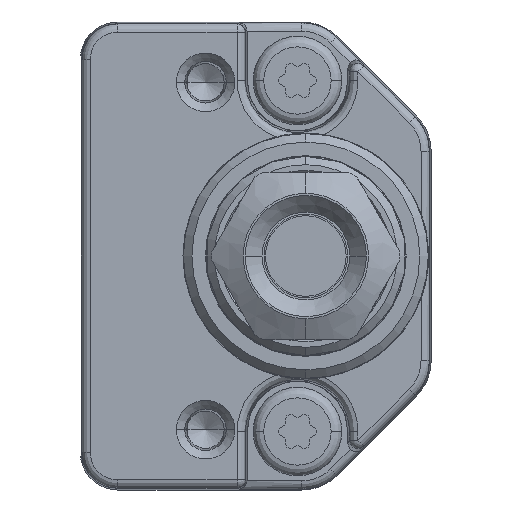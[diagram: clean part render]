
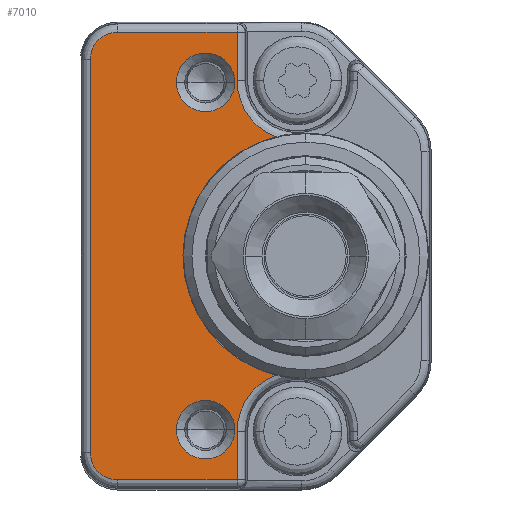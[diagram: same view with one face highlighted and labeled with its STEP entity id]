
A CAD part, left-side view. The second image highlights one B-rep face of the part: STEP entity #7010.
In plain terms, the highlighted planar face has unit normal (-1, 0, 0).
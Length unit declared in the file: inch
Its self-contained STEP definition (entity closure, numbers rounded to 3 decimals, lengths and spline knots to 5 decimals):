
#854=DIRECTION('',(0.,0.,1.));
#855=VECTOR('',#854,0.11399);
#856=CARTESIAN_POINT('',(-0.49213,0.45723,
-0.52737));
#857=LINE('',#856,#855);
#858=DIRECTION('',(0.,-1.,0.));
#859=VECTOR('',#858,0.28096);
#860=CARTESIAN_POINT('',(-0.49213,0.73819,
-0.52737));
#861=LINE('',#860,#859);
#862=CARTESIAN_POINT('',(-0.49213,0.73819,
-0.4626));
#863=DIRECTION('',(-1.,0.,0.));
#864=DIRECTION('',(0.,1.,0.));
#865=AXIS2_PLACEMENT_3D('',#862,#863,#864);
#867=DIRECTION('',(0.,0.,-1.));
#868=VECTOR('',#867,0.9252);
#869=CARTESIAN_POINT('',(-0.49213,0.80296,
0.4626));
#870=LINE('',#869,#868);
#871=CARTESIAN_POINT('',(-0.49213,0.73819,
0.4626));
#872=DIRECTION('',(-1.,0.,0.));
#873=DIRECTION('',(0.,0.,1.));
#874=AXIS2_PLACEMENT_3D('',#871,#872,#873);
#876=DIRECTION('',(0.,1.,0.));
#877=VECTOR('',#876,0.28096);
#878=CARTESIAN_POINT('',(-0.49213,0.45723,
0.52737));
#879=LINE('',#878,#877);
#880=DIRECTION('',(0.,0.,1.));
#881=VECTOR('',#880,0.11399);
#882=CARTESIAN_POINT('',(-0.49213,0.45723,
0.41339));
#883=LINE('',#882,#881);
#884=CARTESIAN_POINT('',(-0.49213,0.31496,
0.41339));
#885=DIRECTION('',(1.,0.,0.));
#886=DIRECTION('',(0.,0.359,-0.933));
#887=AXIS2_PLACEMENT_3D('',#884,#885,#886);
#889=CARTESIAN_POINT('',(-0.49213,0.29528,0.));
#890=DIRECTION('',(-1.,0.,0.));
#891=DIRECTION('',(0.,0.244,0.97));
#892=AXIS2_PLACEMENT_3D('',#889,#890,#891);
#894=CARTESIAN_POINT('',(-0.49213,0.31496,
-0.41339));
#895=DIRECTION('',(1.,0.,0.));
#896=DIRECTION('',(0.,1.,0.));
#897=AXIS2_PLACEMENT_3D('',#894,#895,#896);
#899=CARTESIAN_POINT('',(-0.49213,0.5315,
-0.40915));
#900=DIRECTION('',(1.,0.,0.));
#901=DIRECTION('',(0.,-1.,0.));
#902=AXIS2_PLACEMENT_3D('',#899,#900,#901);
#904=CARTESIAN_POINT('',(-0.49213,0.5315,
-0.40915));
#905=DIRECTION('',(1.,0.,0.));
#906=DIRECTION('',(0.,1.,0.));
#907=AXIS2_PLACEMENT_3D('',#904,#905,#906);
#909=CARTESIAN_POINT('',(-0.49213,0.5315,
0.40915));
#910=DIRECTION('',(1.,0.,0.));
#911=DIRECTION('',(0.,-1.,0.));
#912=AXIS2_PLACEMENT_3D('',#909,#910,#911);
#914=CARTESIAN_POINT('',(-0.49213,0.5315,
0.40915));
#915=DIRECTION('',(1.,0.,0.));
#916=DIRECTION('',(0.,1.,0.));
#917=AXIS2_PLACEMENT_3D('',#914,#915,#916);
#5150=CARTESIAN_POINT('',(-0.49213,0.80296,
-0.4626));
#5151=CARTESIAN_POINT('',(-0.49213,0.73819,
-0.52737));
#5152=VERTEX_POINT('',#5150);
#5153=VERTEX_POINT('',#5151);
#5158=CARTESIAN_POINT('',(-0.49213,0.80296,
0.4626));
#5159=VERTEX_POINT('',#5158);
#5162=CARTESIAN_POINT('',(-0.49213,0.73819,
0.52737));
#5163=VERTEX_POINT('',#5162);
#5190=CARTESIAN_POINT('',(-0.49213,0.45723,
-0.52737));
#5191=CARTESIAN_POINT('',(-0.49213,0.45723,
-0.41339));
#5192=VERTEX_POINT('',#5190);
#5193=VERTEX_POINT('',#5191);
#5215=CARTESIAN_POINT('',(-0.49213,0.366,
-0.28059));
#5216=VERTEX_POINT('',#5215);
#5231=CARTESIAN_POINT('',(-0.49213,0.45723,
0.41339));
#5232=CARTESIAN_POINT('',(-0.49213,0.45723,
0.52737));
#5233=VERTEX_POINT('',#5231);
#5234=VERTEX_POINT('',#5232);
#5255=CARTESIAN_POINT('',(-0.49213,0.366,
0.28059));
#5256=VERTEX_POINT('',#5255);
#5299=CARTESIAN_POINT('',(-0.49213,0.4626,
-0.40915));
#5300=CARTESIAN_POINT('',(-0.49213,0.60039,
-0.40915));
#5301=VERTEX_POINT('',#5299);
#5302=VERTEX_POINT('',#5300);
#5307=CARTESIAN_POINT('',(-0.49213,0.4626,
0.40915));
#5308=CARTESIAN_POINT('',(-0.49213,0.60039,
0.40915));
#5309=VERTEX_POINT('',#5307);
#5310=VERTEX_POINT('',#5308);
#6975=CARTESIAN_POINT('',(-0.49213,0.,0.));
#6976=DIRECTION('',(-1.,0.,0.));
#6977=DIRECTION('',(0.,0.,1.));
#6978=AXIS2_PLACEMENT_3D('',#6975,#6976,#6977);
#6979=PLANE('',#6978);
#6981=ORIENTED_EDGE('',*,*,#6980,.F.);
#6983=ORIENTED_EDGE('',*,*,#6982,.F.);
#6985=ORIENTED_EDGE('',*,*,#6984,.F.);
#6987=ORIENTED_EDGE('',*,*,#6986,.F.);
#6989=ORIENTED_EDGE('',*,*,#6988,.F.);
#6991=ORIENTED_EDGE('',*,*,#6990,.F.);
#6992=ORIENTED_EDGE('',*,*,#6966,.F.);
#6993=ORIENTED_EDGE('',*,*,#6924,.F.);
#6994=ORIENTED_EDGE('',*,*,#6838,.T.);
#6995=ORIENTED_EDGE('',*,*,#6823,.F.);
#6996=EDGE_LOOP('',(#6981,#6983,#6985,#6987,#6989,#6991,#6992,#6993,#6994,
#6995));
#6997=FACE_OUTER_BOUND('',#6996,.F.);
#6999=ORIENTED_EDGE('',*,*,#6998,.F.);
#7001=ORIENTED_EDGE('',*,*,#7000,.F.);
#7002=EDGE_LOOP('',(#6999,#7001));
#7003=FACE_BOUND('',#7002,.F.);
#7005=ORIENTED_EDGE('',*,*,#7004,.F.);
#7007=ORIENTED_EDGE('',*,*,#7006,.F.);
#7008=EDGE_LOOP('',(#7005,#7007));
#7009=FACE_BOUND('',#7008,.F.);
#7010=ADVANCED_FACE('',(#6997,#7003,#7009),#6979,.T.);
#866=CIRCLE('',#865,0.06477);
#875=CIRCLE('',#874,0.06477);
#888=CIRCLE('',#887,0.14227);
#893=CIRCLE('',#892,0.28937);
#898=CIRCLE('',#897,0.14227);
#903=CIRCLE('',#902,0.0689);
#908=CIRCLE('',#907,0.0689);
#913=CIRCLE('',#912,0.0689);
#918=CIRCLE('',#917,0.0689);
#6823=EDGE_CURVE('',#5193,#5216,#898,.T.);
#6838=EDGE_CURVE('',#5256,#5216,#893,.T.);
#6924=EDGE_CURVE('',#5256,#5233,#888,.T.);
#6966=EDGE_CURVE('',#5233,#5234,#883,.T.);
#6980=EDGE_CURVE('',#5192,#5193,#857,.T.);
#6982=EDGE_CURVE('',#5153,#5192,#861,.T.);
#6984=EDGE_CURVE('',#5152,#5153,#866,.T.);
#6986=EDGE_CURVE('',#5159,#5152,#870,.T.);
#6988=EDGE_CURVE('',#5163,#5159,#875,.T.);
#6990=EDGE_CURVE('',#5234,#5163,#879,.T.);
#6998=EDGE_CURVE('',#5301,#5302,#903,.T.);
#7000=EDGE_CURVE('',#5302,#5301,#908,.T.);
#7004=EDGE_CURVE('',#5309,#5310,#913,.T.);
#7006=EDGE_CURVE('',#5310,#5309,#918,.T.);
